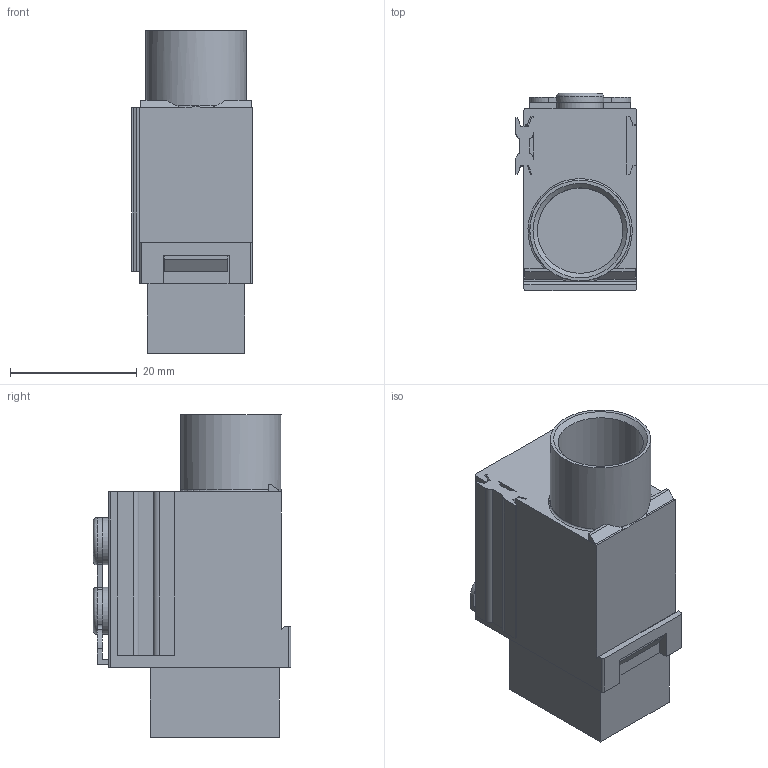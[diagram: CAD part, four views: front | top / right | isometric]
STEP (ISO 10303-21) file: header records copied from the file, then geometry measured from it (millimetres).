
FILE_DESCRIPTION(/* description */ ('STEP AP214'),/* implementation_level */ '2;1');
FILE_NAME(/* name */ '1489-AMCLT50D',/* time_stamp */ '2025-02-17T17:47:49+01:00',/* author */ ('License CC BY-ND 4.0'),/* organization */ ('CADENAS'),/* preprocessor_version */ 'ST-DEVELOPER v19.3',/* originating_system */ 'PARTsolutions',/* authorisation */ ' ');
FILE_SCHEMA (('AUTOMOTIVE_DESIGN {1 0 10303 214 3 1 1}'));
Length unit declared in the file: millimetre
Products named in the file (1): 1489-AMCLT50D
Bounding box: 19.05 x 31.2 x 51 mm (x, y, z)
Volume: 15377.2 mm3; surface area: 7324.5 mm2
Topology: 1 solids, 1 shells, 126 faces, 341 edges, 223 vertices
Faces by surface type: plane 98, cylinder 23, torus 4, cone 1
Full cylindrical faces by diameter (mm): 7.4 x2, 13.5 x1, 15.9 x1
Entity records: 4792 total; most frequent: CARTESIAN_POINT 706, ORIENTED_EDGE 660, DIRECTION 639, EDGE_CURVE 330, LINE 265, VECTOR 265, VERTEX_POINT 219, AXIS2_PLACEMENT_3D 187
